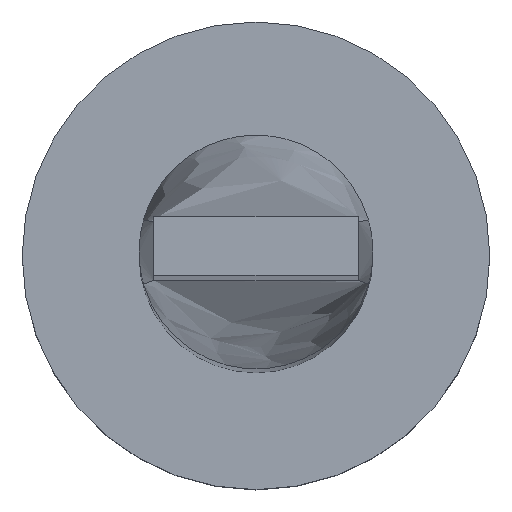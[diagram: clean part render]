
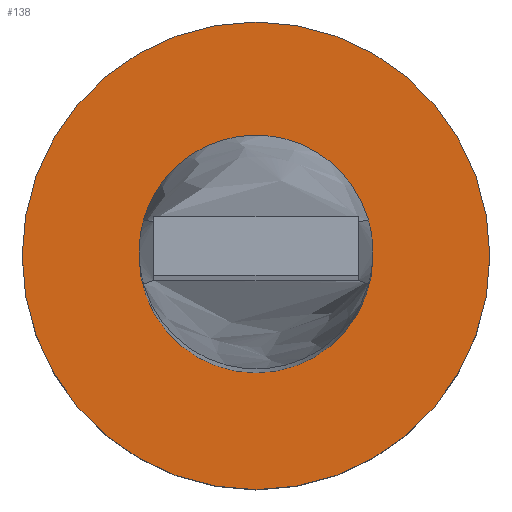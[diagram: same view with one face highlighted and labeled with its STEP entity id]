
A CAD part, top view. The second image highlights one B-rep face of the part: STEP entity #138.
In plain terms, the highlighted planar face has unit normal (0, 0, 1).
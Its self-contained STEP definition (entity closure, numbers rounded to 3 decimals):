
#31 = DIRECTION ( 'NONE',  ( 1., 0., 0. ) ) ;
#58 = EDGE_CURVE ( 'NONE', #422, #84, #248, .T. ) ;
#69 = VERTEX_POINT ( 'NONE', #579 ) ;
#84 = VERTEX_POINT ( 'NONE', #359 ) ;
#96 = VERTEX_POINT ( 'NONE', #501 ) ;
#125 = DIRECTION ( 'NONE',  ( 1., 0., 0. ) ) ;
#131 = CARTESIAN_POINT ( 'NONE',  ( 0., 0., 3. ) ) ;
#138 = ADVANCED_FACE ( 'NONE', ( #215, #317 ), #575, .T. ) ;
#153 = EDGE_LOOP ( 'NONE', ( #533, #247 ) ) ;
#172 = DIRECTION ( 'NONE',  ( 0., 0., 1. ) ) ;
#180 = CARTESIAN_POINT ( 'NONE',  ( 0., 0., 3. ) ) ;
#186 = AXIS2_PLACEMENT_3D ( 'NONE', #348, #530, #125 ) ;
#212 = CARTESIAN_POINT ( 'NONE',  ( 0., 0., 3. ) ) ;
#215 = FACE_BOUND ( 'NONE', #514, .T. ) ;
#217 = DIRECTION ( 'NONE',  ( 0., 0., 1. ) ) ;
#237 = AXIS2_PLACEMENT_3D ( 'NONE', #180, #271, #402 ) ;
#247 = ORIENTED_EDGE ( 'NONE', *, *, #537, .T. ) ;
#248 = CIRCLE ( 'NONE', #314, 2. ) ;
#251 = AXIS2_PLACEMENT_3D ( 'NONE', #212, #217, #403 ) ;
#271 = DIRECTION ( 'NONE',  ( 0., 0., 1. ) ) ;
#283 = EDGE_CURVE ( 'NONE', #96, #69, #296, .T. ) ;
#296 = CIRCLE ( 'NONE', #186, 4. ) ;
#297 = ORIENTED_EDGE ( 'NONE', *, *, #58, .F. ) ;
#304 = DIRECTION ( 'NONE',  ( 0., 0., 1. ) ) ;
#310 = CARTESIAN_POINT ( 'NONE',  ( 2., 0., 3. ) ) ;
#314 = AXIS2_PLACEMENT_3D ( 'NONE', #131, #172, #31 ) ;
#317 = FACE_OUTER_BOUND ( 'NONE', #153, .T. ) ;
#345 = CARTESIAN_POINT ( 'NONE',  ( 0., 0., 3. ) ) ;
#348 = CARTESIAN_POINT ( 'NONE',  ( 0., 0., 3. ) ) ;
#359 = CARTESIAN_POINT ( 'NONE',  ( -2., 0., 3. ) ) ;
#402 = DIRECTION ( 'NONE',  ( 1., 0., 0. ) ) ;
#403 = DIRECTION ( 'NONE',  ( 1., 0., 0. ) ) ;
#422 = VERTEX_POINT ( 'NONE', #310 ) ;
#431 = CIRCLE ( 'NONE', #446, 2. ) ;
#446 = AXIS2_PLACEMENT_3D ( 'NONE', #345, #304, #488 ) ;
#478 = EDGE_CURVE ( 'NONE', #84, #422, #431, .T. ) ;
#488 = DIRECTION ( 'NONE',  ( 1., 0., 0. ) ) ;
#489 = CIRCLE ( 'NONE', #251, 4. ) ;
#501 = CARTESIAN_POINT ( 'NONE',  ( -4., 0., 3. ) ) ;
#506 = ORIENTED_EDGE ( 'NONE', *, *, #478, .F. ) ;
#514 = EDGE_LOOP ( 'NONE', ( #506, #297 ) ) ;
#530 = DIRECTION ( 'NONE',  ( 0., 0., 1. ) ) ;
#533 = ORIENTED_EDGE ( 'NONE', *, *, #283, .T. ) ;
#537 = EDGE_CURVE ( 'NONE', #69, #96, #489, .T. ) ;
#575 = PLANE ( 'NONE',  #237 ) ;
#579 = CARTESIAN_POINT ( 'NONE',  ( 4., 0., 3. ) ) ;
